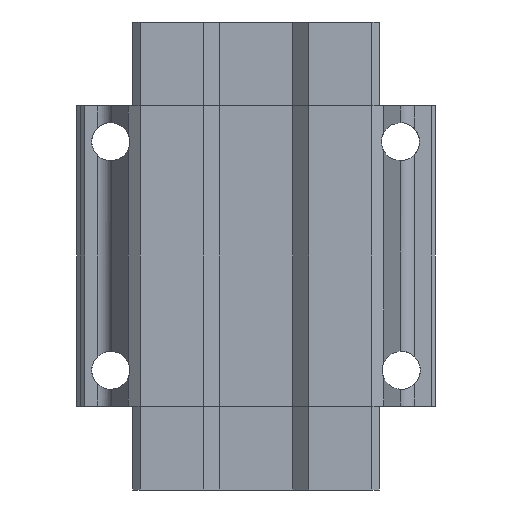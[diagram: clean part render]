
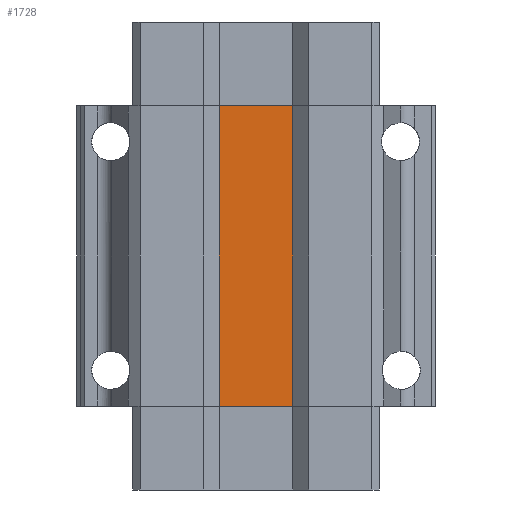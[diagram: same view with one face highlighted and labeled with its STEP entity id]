
A CAD part, front view. The second image highlights one B-rep face of the part: STEP entity #1728.
In plain terms, the highlighted planar face has unit normal (0, -1, 0).
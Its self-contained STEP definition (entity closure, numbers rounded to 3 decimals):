
#126 = PLANE ( 'NONE',  #3504 ) ;
#160 = EDGE_LOOP ( 'NONE', ( #1086, #425, #2480, #3084 ) ) ;
#425 = ORIENTED_EDGE ( 'NONE', *, *, #1659, .F. ) ;
#635 = CARTESIAN_POINT ( 'NONE',  ( 4.949, 11.5, -39.4 ) ) ;
#644 = CARTESIAN_POINT ( 'NONE',  ( 0., 11.5, 0. ) ) ;
#799 = EDGE_CURVE ( 'NONE', #3451, #1243, #3430, .T. ) ;
#896 = CARTESIAN_POINT ( 'NONE',  ( 0., 11.5, -39.4 ) ) ;
#1020 = LINE ( 'NONE', #635, #3277 ) ;
#1086 = ORIENTED_EDGE ( 'NONE', *, *, #2327, .T. ) ;
#1205 = LINE ( 'NONE', #1453, #2578 ) ;
#1243 = VERTEX_POINT ( 'NONE', #3836 ) ;
#1325 = CARTESIAN_POINT ( 'NONE',  ( 0., 11.5, -39.4 ) ) ;
#1453 = CARTESIAN_POINT ( 'NONE',  ( -4.949, 11.5, -39.4 ) ) ;
#1531 = CARTESIAN_POINT ( 'NONE',  ( 4.949, 11.5, 0. ) ) ;
#1617 = DIRECTION ( 'NONE',  ( 0., 1., 0. ) ) ;
#1659 = EDGE_CURVE ( 'NONE', #1243, #2422, #1205, .T. ) ;
#1728 = ADVANCED_FACE ( 'NONE', ( #3187 ), #126, .F. ) ;
#1948 = VECTOR ( 'NONE', #2969, 1000. ) ;
#2106 = VERTEX_POINT ( 'NONE', #1531 ) ;
#2310 = VECTOR ( 'NONE', #3004, 1000. ) ;
#2327 = EDGE_CURVE ( 'NONE', #2106, #2422, #3101, .T. ) ;
#2417 = CARTESIAN_POINT ( 'NONE',  ( -4.949, 11.5, 0. ) ) ;
#2422 = VERTEX_POINT ( 'NONE', #2417 ) ;
#2480 = ORIENTED_EDGE ( 'NONE', *, *, #799, .F. ) ;
#2578 = VECTOR ( 'NONE', #3820, 1000. ) ;
#2686 = DIRECTION ( 'NONE',  ( 0., 0., 1. ) ) ;
#2969 = DIRECTION ( 'NONE',  ( -1., 0., 0. ) ) ;
#3004 = DIRECTION ( 'NONE',  ( -1., 0., 0. ) ) ;
#3084 = ORIENTED_EDGE ( 'NONE', *, *, #3460, .T. ) ;
#3101 = LINE ( 'NONE', #644, #2310 ) ;
#3187 = FACE_OUTER_BOUND ( 'NONE', #160, .T. ) ;
#3277 = VECTOR ( 'NONE', #2686, 1000. ) ;
#3430 = LINE ( 'NONE', #896, #1948 ) ;
#3451 = VERTEX_POINT ( 'NONE', #3582 ) ;
#3460 = EDGE_CURVE ( 'NONE', #3451, #2106, #1020, .T. ) ;
#3504 = AXIS2_PLACEMENT_3D ( 'NONE', #1325, #1617, #3697 ) ;
#3582 = CARTESIAN_POINT ( 'NONE',  ( 4.949, 11.5, -39.4 ) ) ;
#3697 = DIRECTION ( 'NONE',  ( 0., 0., 1. ) ) ;
#3820 = DIRECTION ( 'NONE',  ( 0., 0., 1. ) ) ;
#3836 = CARTESIAN_POINT ( 'NONE',  ( -4.949, 11.5, -39.4 ) ) ;
